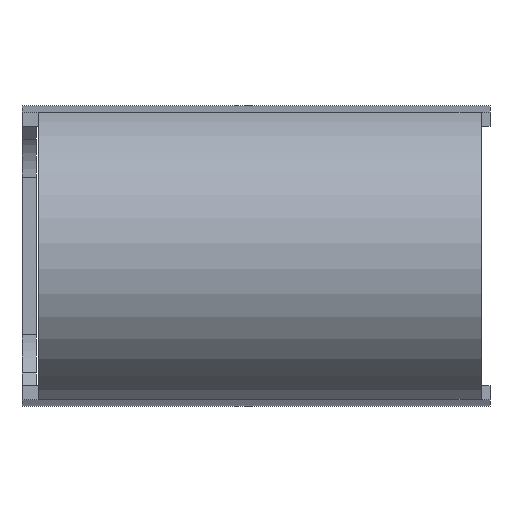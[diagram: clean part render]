
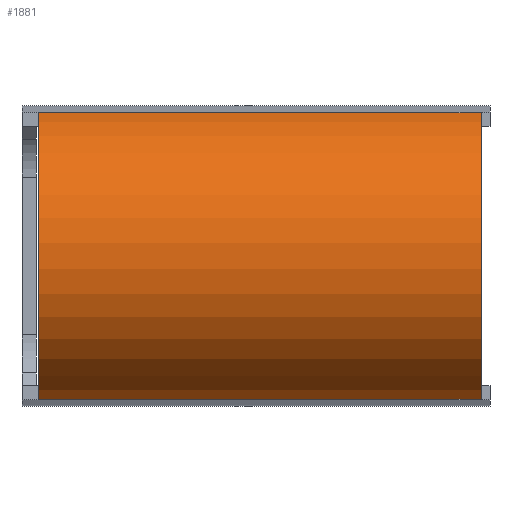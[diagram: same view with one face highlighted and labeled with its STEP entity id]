
A CAD part, front view. The second image highlights one B-rep face of the part: STEP entity #1881.
In plain terms, the highlighted cylindrical face has radius 12.55 mm (diameter 25.1 mm), a partial arc.
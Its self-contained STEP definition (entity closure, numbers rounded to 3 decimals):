
#52=CYLINDRICAL_SURFACE('',#2051,12.55);
#135=FACE_OUTER_BOUND('',#234,.T.);
#234=EDGE_LOOP('',(#1612,#1613,#1614,#1615));
#284=CIRCLE('',#1980,12.55);
#296=CIRCLE('',#2040,12.55);
#400=LINE('',#2929,#611);
#447=LINE('',#3034,#658);
#611=VECTOR('',#2318,10.);
#658=VECTOR('',#2425,10.);
#803=VERTEX_POINT('',#2850);
#804=VERTEX_POINT('',#2852);
#831=VERTEX_POINT('',#2928);
#859=VERTEX_POINT('',#3033);
#1002=EDGE_CURVE('',#804,#803,#284,.T.);
#1041=EDGE_CURVE('',#803,#831,#400,.T.);
#1093=EDGE_CURVE('',#804,#859,#447,.T.);
#1114=EDGE_CURVE('',#831,#859,#296,.T.);
#1612=ORIENTED_EDGE('',*,*,#1114,.T.);
#1613=ORIENTED_EDGE('',*,*,#1093,.F.);
#1614=ORIENTED_EDGE('',*,*,#1002,.T.);
#1615=ORIENTED_EDGE('',*,*,#1041,.T.);
#1881=ADVANCED_FACE('',(#135),#52,.T.);
#1980=AXIS2_PLACEMENT_3D('',#2853,#2251,#2252);
#2040=AXIS2_PLACEMENT_3D('',#3073,#2467,#2468);
#2051=AXIS2_PLACEMENT_3D('',#3099,#2500,#2501);
#2251=DIRECTION('center_axis',(-1.,0.,0.));
#2252=DIRECTION('ref_axis',(0.,0.,1.));
#2318=DIRECTION('',(-1.,0.,0.));
#2425=DIRECTION('',(-1.,0.,0.));
#2467=DIRECTION('center_axis',(1.,0.,0.));
#2468=DIRECTION('ref_axis',(0.,0.,1.));
#2500=DIRECTION('center_axis',(-1.,0.,0.));
#2501=DIRECTION('ref_axis',(0.,0.,1.));
#2850=CARTESIAN_POINT('',(18.45,-3.825,11.953));
#2852=CARTESIAN_POINT('',(18.45,-3.825,-11.953));
#2853=CARTESIAN_POINT('Origin',(18.45,0.,0.));
#2928=CARTESIAN_POINT('',(-18.45,-3.825,11.953));
#2929=CARTESIAN_POINT('',(0.,-3.825,11.953));
#3033=CARTESIAN_POINT('',(-18.45,-3.825,-11.953));
#3034=CARTESIAN_POINT('',(0.,-3.825,-11.953));
#3073=CARTESIAN_POINT('Origin',(-18.45,0.,0.));
#3099=CARTESIAN_POINT('Origin',(0.,0.,0.));
